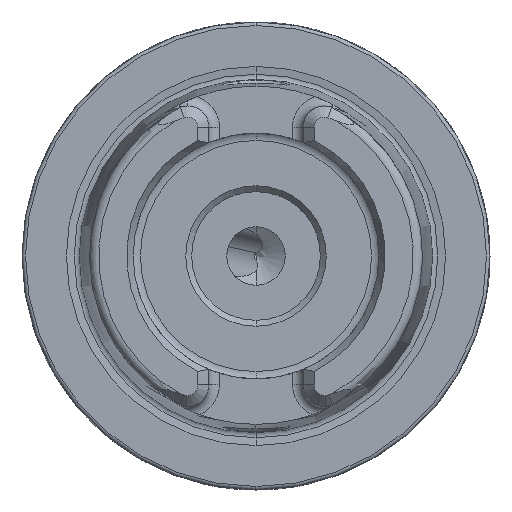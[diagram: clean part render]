
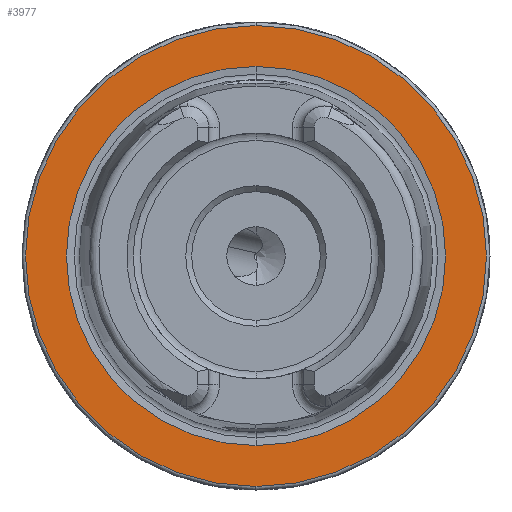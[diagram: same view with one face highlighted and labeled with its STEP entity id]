
A CAD part, left-side view. The second image highlights one B-rep face of the part: STEP entity #3977.
In plain terms, the highlighted planar face has unit normal (-1, 0, 0).
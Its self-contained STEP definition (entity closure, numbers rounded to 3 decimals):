
#1109 = ORIENTED_EDGE ( 'NONE', *, *, #1662, .T. ) ;
#1146 = CARTESIAN_POINT ( 'NONE',  ( 0., 0., 0. ) ) ;
#1662 = EDGE_CURVE ( 'NONE', #12296, #2591, #10533, .T. ) ;
#1910 = CARTESIAN_POINT ( 'NONE',  ( 0., 0., -16.207 ) ) ;
#1990 = EDGE_LOOP ( 'NONE', ( #7038, #2980 ) ) ;
#2052 = EDGE_LOOP ( 'NONE', ( #1109, #6470 ) ) ;
#2591 = VERTEX_POINT ( 'NONE', #6552 ) ;
#2722 = VERTEX_POINT ( 'NONE', #6738 ) ;
#2865 = CIRCLE ( 'NONE', #4565, 16.207 ) ;
#2980 = ORIENTED_EDGE ( 'NONE', *, *, #3431, .F. ) ;
#3264 = FACE_BOUND ( 'NONE', #1990, .T. ) ;
#3386 = CARTESIAN_POINT ( 'NONE',  ( 0., 19.7, 0. ) ) ;
#3431 = EDGE_CURVE ( 'NONE', #7468, #2722, #2865, .T. ) ;
#3584 = PLANE ( 'NONE',  #4783 ) ;
#3977 = ADVANCED_FACE ( 'NONE', ( #3264, #11276 ), #3584, .F. ) ;
#4455 = DIRECTION ( 'NONE',  ( 0., 0., -1. ) ) ;
#4565 = AXIS2_PLACEMENT_3D ( 'NONE', #10853, #6673, #5556 ) ;
#4761 = DIRECTION ( 'NONE',  ( -1., 0., 0. ) ) ;
#4783 = AXIS2_PLACEMENT_3D ( 'NONE', #3386, #6370, #4455 ) ;
#4848 = CARTESIAN_POINT ( 'NONE',  ( 0., 0., 19.7 ) ) ;
#4873 = DIRECTION ( 'NONE',  ( 0., 0., 1. ) ) ;
#5143 = DIRECTION ( 'NONE',  ( 0., 0., 1. ) ) ;
#5556 = DIRECTION ( 'NONE',  ( 0., 0., 1. ) ) ;
#5827 = EDGE_CURVE ( 'NONE', #2722, #7468, #12952, .T. ) ;
#6057 = DIRECTION ( 'NONE',  ( -1., 0., 0. ) ) ;
#6319 = AXIS2_PLACEMENT_3D ( 'NONE', #1146, #12148, #5143 ) ;
#6370 = DIRECTION ( 'NONE',  ( 1., 0., 0. ) ) ;
#6470 = ORIENTED_EDGE ( 'NONE', *, *, #7269, .T. ) ;
#6552 = CARTESIAN_POINT ( 'NONE',  ( 0., 0., -19.7 ) ) ;
#6673 = DIRECTION ( 'NONE',  ( -1., 0., 0. ) ) ;
#6738 = CARTESIAN_POINT ( 'NONE',  ( 0., 0., 16.207 ) ) ;
#7038 = ORIENTED_EDGE ( 'NONE', *, *, #5827, .F. ) ;
#7269 = EDGE_CURVE ( 'NONE', #2591, #12296, #8180, .T. ) ;
#7468 = VERTEX_POINT ( 'NONE', #1910 ) ;
#7827 = CARTESIAN_POINT ( 'NONE',  ( 0., 0., 0. ) ) ;
#8180 = CIRCLE ( 'NONE', #6319, 19.7 ) ;
#10126 = AXIS2_PLACEMENT_3D ( 'NONE', #11996, #6057, #4873 ) ;
#10533 = CIRCLE ( 'NONE', #10126, 19.7 ) ;
#10853 = CARTESIAN_POINT ( 'NONE',  ( 0., 0., 0. ) ) ;
#11276 = FACE_OUTER_BOUND ( 'NONE', #2052, .T. ) ;
#11996 = CARTESIAN_POINT ( 'NONE',  ( 0., 0., 0. ) ) ;
#12148 = DIRECTION ( 'NONE',  ( -1., 0., 0. ) ) ;
#12296 = VERTEX_POINT ( 'NONE', #4848 ) ;
#12739 = AXIS2_PLACEMENT_3D ( 'NONE', #7827, #4761, #12870 ) ;
#12870 = DIRECTION ( 'NONE',  ( 0., 0., 1. ) ) ;
#12952 = CIRCLE ( 'NONE', #12739, 16.207 ) ;
